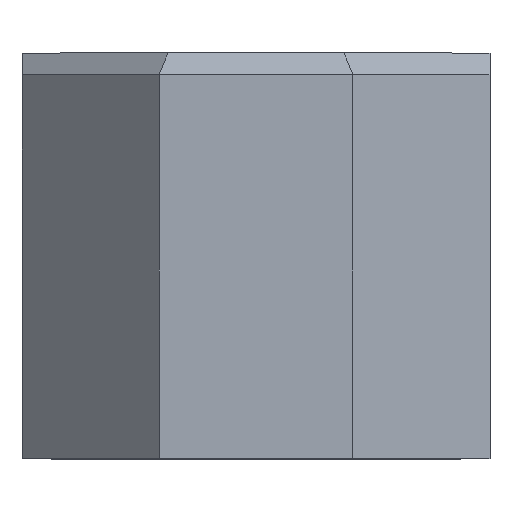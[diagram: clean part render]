
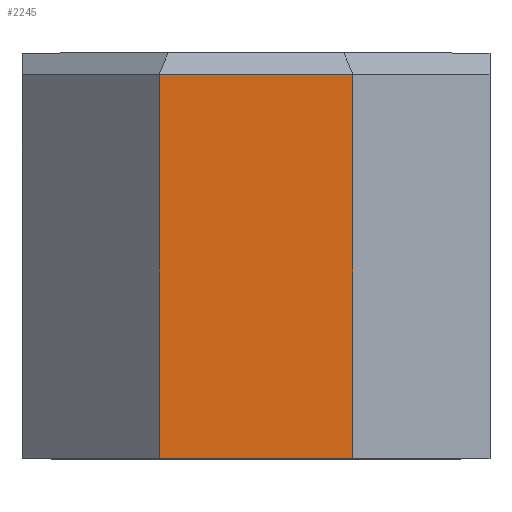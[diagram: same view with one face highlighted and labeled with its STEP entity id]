
A CAD part, top view. The second image highlights one B-rep face of the part: STEP entity #2245.
In plain terms, the highlighted planar face has unit normal (0, 0, 1).
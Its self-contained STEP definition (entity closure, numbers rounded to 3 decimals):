
#423=FACE_OUTER_BOUND('',#521,.T.);
#521=EDGE_LOOP('',(#1972,#1973,#1974,#1975));
#705=LINE('',#3461,#957);
#778=LINE('',#3634,#1030);
#782=LINE('',#3641,#1034);
#785=LINE('',#3647,#1037);
#957=VECTOR('',#2756,10.);
#1030=VECTOR('',#2911,10.);
#1034=VECTOR('',#2919,10.);
#1037=VECTOR('',#2928,10.);
#1180=VERTEX_POINT('',#3458);
#1181=VERTEX_POINT('',#3460);
#1239=VERTEX_POINT('',#3629);
#1240=VERTEX_POINT('',#3633);
#1404=EDGE_CURVE('',#1181,#1180,#705,.T.);
#1502=EDGE_CURVE('',#1240,#1239,#778,.T.);
#1506=EDGE_CURVE('',#1180,#1239,#782,.T.);
#1509=EDGE_CURVE('',#1181,#1240,#785,.T.);
#1972=ORIENTED_EDGE('',*,*,#1502,.F.);
#1973=ORIENTED_EDGE('',*,*,#1509,.F.);
#1974=ORIENTED_EDGE('',*,*,#1404,.T.);
#1975=ORIENTED_EDGE('',*,*,#1506,.T.);
#2158=PLANE('',#2398);
#2245=ADVANCED_FACE('',(#423),#2158,.T.);
#2398=AXIS2_PLACEMENT_3D('',#3646,#2926,#2927);
#2756=DIRECTION('',(1.,0.,0.));
#2911=DIRECTION('',(1.,0.,0.));
#2919=DIRECTION('',(0.,1.,0.));
#2926=DIRECTION('center_axis',(0.,0.,1.));
#2927=DIRECTION('ref_axis',(1.,0.,0.));
#2928=DIRECTION('',(0.,1.,0.));
#3458=CARTESIAN_POINT('',(47.811,0.,7.5));
#3460=CARTESIAN_POINT('',(41.597,0.,7.5));
#3461=CARTESIAN_POINT('',(41.597,0.,7.5));
#3629=CARTESIAN_POINT('',(47.811,12.3,7.5));
#3633=CARTESIAN_POINT('',(41.597,12.3,7.5));
#3634=CARTESIAN_POINT('',(43.151,12.3,7.5));
#3641=CARTESIAN_POINT('',(47.811,0.,7.5));
#3646=CARTESIAN_POINT('Origin',(41.597,0.,7.5));
#3647=CARTESIAN_POINT('',(41.597,0.,7.5));
